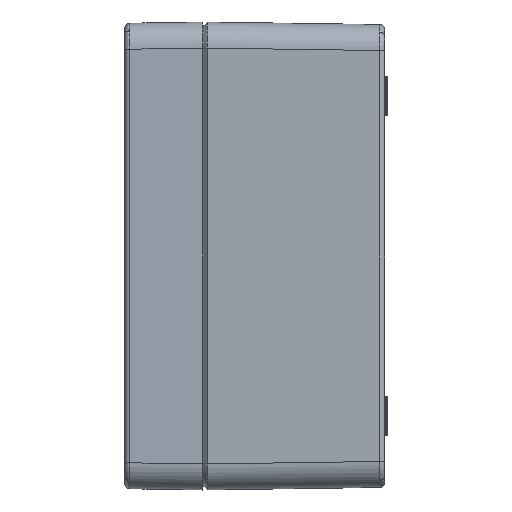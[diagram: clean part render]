
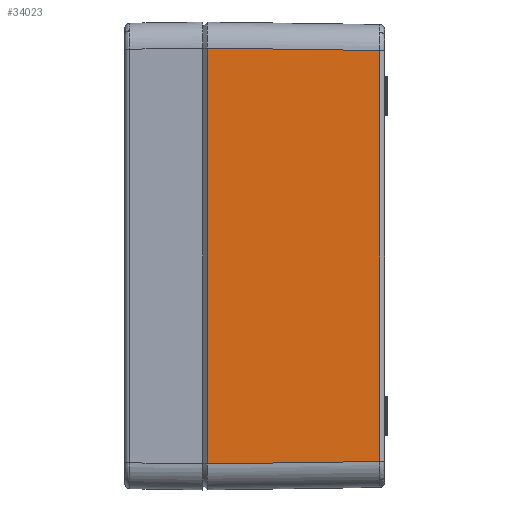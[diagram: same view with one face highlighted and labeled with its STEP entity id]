
A CAD part, left-side view. The second image highlights one B-rep face of the part: STEP entity #34023.
In plain terms, the highlighted planar face has unit normal (-1, -0.014, 0).
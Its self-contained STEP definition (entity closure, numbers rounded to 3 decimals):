
#6985 = VERTEX_POINT ( 'NONE', #23528 ) ;
#23528 = CARTESIAN_POINT ( 'NONE',  ( -139.029, -68.029, 79.03 ) ) ;
#33224 = ORIENTED_EDGE ( 'NONE', *, *, #33637, .T. ) ;
#33230 = CARTESIAN_POINT ( 'NONE',  ( -139.974, -1.789, -79.975 ) ) ;
#33231 = DIRECTION ( 'NONE',  ( -0.014, 1., 0.014 ) ) ;
#33232 = VECTOR ( 'NONE', #33231, 1000. ) ;
#33233 = CARTESIAN_POINT ( 'NONE',  ( -139.965, -2.426, 79.966 ) ) ;
#33234 = LINE ( 'NONE', #33233, #33232 ) ;
#33240 = DIRECTION ( 'NONE',  ( 0., 0., -1. ) ) ;
#33241 = VECTOR ( 'NONE', #33240, 1000. ) ;
#33242 = CARTESIAN_POINT ( 'NONE',  ( -139.974, -1.789, -90. ) ) ;
#33243 = LINE ( 'NONE', #33242, #33241 ) ;
#33254 = VERTEX_POINT ( 'NONE', #33255 ) ;
#33255 = CARTESIAN_POINT ( 'NONE',  ( -139.974, -1.789, 79.975 ) ) ;
#33280 = DIRECTION ( 'NONE',  ( 0.014, -1., 0.014 ) ) ;
#33281 = VECTOR ( 'NONE', #33280, 1000. ) ;
#33282 = CARTESIAN_POINT ( 'NONE',  ( -140.002, 0.143, -80.003 ) ) ;
#33283 = LINE ( 'NONE', #33282, #33281 ) ;
#33284 = DIRECTION ( 'NONE',  ( 0.014, -1., 0. ) ) ;
#33285 = DIRECTION ( 'NONE',  ( -1., -0.014, 0. ) ) ;
#33286 = CARTESIAN_POINT ( 'NONE',  ( -140., 0., -90. ) ) ;
#33287 = AXIS2_PLACEMENT_3D ( 'NONE', #33286, #33285, #33284 ) ;
#33289 = PLANE ( 'NONE',  #33287 ) ;
#33290 = FACE_OUTER_BOUND ( 'NONE', #34008, .T. ) ;
#33291 = CARTESIAN_POINT ( 'NONE',  ( -139.029, -68.029, -79.03 ) ) ;
#33292 = DIRECTION ( 'NONE',  ( 0., 0., 1. ) ) ;
#33293 = VECTOR ( 'NONE', #33292, 1000. ) ;
#33294 = CARTESIAN_POINT ( 'NONE',  ( -139.029, -68.029, 79.002 ) ) ;
#33295 = LINE ( 'NONE', #33294, #33293 ) ;
#33637 = EDGE_CURVE ( 'NONE', #33254, #33955, #33243, .T. ) ;
#33951 = EDGE_CURVE ( 'NONE', #6985, #33254, #33234, .T. ) ;
#33955 = VERTEX_POINT ( 'NONE', #33230 ) ;
#33985 = ORIENTED_EDGE ( 'NONE', *, *, #34072, .T. ) ;
#33986 = ORIENTED_EDGE ( 'NONE', *, *, #33995, .T. ) ;
#33995 = EDGE_CURVE ( 'NONE', #34013, #6985, #33295, .T. ) ;
#34008 = EDGE_LOOP ( 'NONE', ( #33985, #33986, #34057, #33224 ) ) ;
#34013 = VERTEX_POINT ( 'NONE', #33291 ) ;
#34023 = ADVANCED_FACE ( 'NONE', ( #33290 ), #33289, .T. ) ;
#34057 = ORIENTED_EDGE ( 'NONE', *, *, #33951, .T. ) ;
#34072 = EDGE_CURVE ( 'NONE', #33955, #34013, #33283, .T. ) ;
